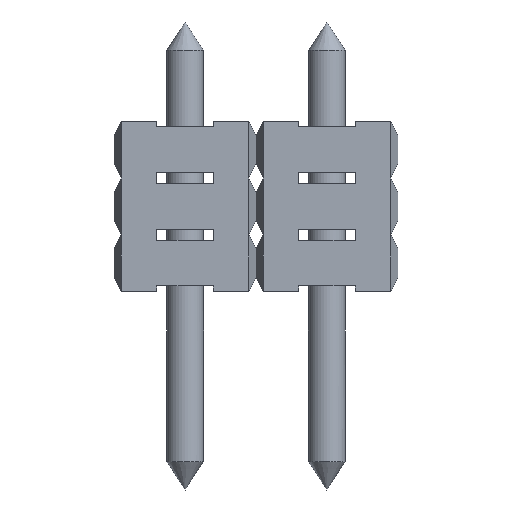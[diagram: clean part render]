
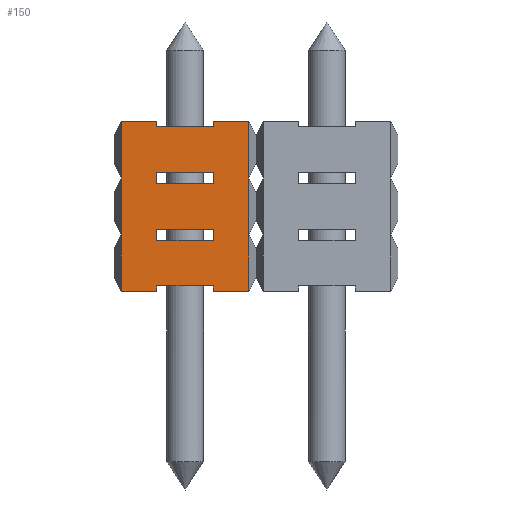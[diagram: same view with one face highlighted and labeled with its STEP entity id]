
A CAD part, front view. The second image highlights one B-rep face of the part: STEP entity #150.
In plain terms, the highlighted planar face has unit normal (0, -1, 0).
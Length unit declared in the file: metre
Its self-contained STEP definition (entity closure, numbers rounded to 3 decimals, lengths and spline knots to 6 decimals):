
#150=ADVANCED_FACE('',(#391,#392,#393),#394,.T.);
#391=FACE_BOUND('',#748,.T.);
#392=FACE_OUTER_BOUND('',#749,.T.);
#393=FACE_BOUND('',#750,.T.);
#394=PLANE('',#751);
#748=EDGE_LOOP('',(#1143,#1144,#1145,#1146));
#749=EDGE_LOOP('',(#1147,#1148,#1149,#1150,#1151,#1152,#1153,#1154,#1155,#1156,#1157,#1158,#1159,#1160,#1161,#1162));
#750=EDGE_LOOP('',(#1163,#1164,#1165,#1166));
#751=AXIS2_PLACEMENT_3D('',#1167,#1168,#1169);
#1143=ORIENTED_EDGE('',*,*,#2027,.T.);
#1144=ORIENTED_EDGE('',*,*,#2028,.T.);
#1145=ORIENTED_EDGE('',*,*,#2029,.T.);
#1146=ORIENTED_EDGE('',*,*,#2030,.T.);
#1147=ORIENTED_EDGE('',*,*,#2031,.F.);
#1148=ORIENTED_EDGE('',*,*,#2032,.F.);
#1149=ORIENTED_EDGE('',*,*,#2033,.F.);
#1150=ORIENTED_EDGE('',*,*,#2034,.T.);
#1151=ORIENTED_EDGE('',*,*,#2035,.T.);
#1152=ORIENTED_EDGE('',*,*,#2036,.T.);
#1153=ORIENTED_EDGE('',*,*,#2037,.T.);
#1154=ORIENTED_EDGE('',*,*,#2038,.T.);
#1155=ORIENTED_EDGE('',*,*,#2039,.F.);
#1156=ORIENTED_EDGE('',*,*,#2040,.F.);
#1157=ORIENTED_EDGE('',*,*,#2024,.F.);
#1158=ORIENTED_EDGE('',*,*,#2041,.T.);
#1159=ORIENTED_EDGE('',*,*,#2042,.T.);
#1160=ORIENTED_EDGE('',*,*,#2043,.T.);
#1161=ORIENTED_EDGE('',*,*,#2044,.T.);
#1162=ORIENTED_EDGE('',*,*,#2019,.T.);
#1163=ORIENTED_EDGE('',*,*,#2045,.T.);
#1164=ORIENTED_EDGE('',*,*,#2046,.T.);
#1165=ORIENTED_EDGE('',*,*,#2047,.T.);
#1166=ORIENTED_EDGE('',*,*,#2048,.T.);
#1167=CARTESIAN_POINT('',(0.11,-0.03466,-0.038506));
#1168=DIRECTION('',(0.0,-1.0,0.));
#1169=DIRECTION('',(0.0,0.,-1.0));
#2019=EDGE_CURVE('',#2399,#2397,#2400,.T.);
#2024=EDGE_CURVE('',#2405,#2407,#2408,.T.);
#2027=EDGE_CURVE('',#2411,#2412,#2413,.T.);
#2028=EDGE_CURVE('',#2412,#2414,#2415,.T.);
#2029=EDGE_CURVE('',#2414,#2416,#2417,.T.);
#2030=EDGE_CURVE('',#2416,#2411,#2418,.T.);
#2031=EDGE_CURVE('',#2419,#2397,#2420,.T.);
#2032=EDGE_CURVE('',#2421,#2419,#2422,.T.);
#2033=EDGE_CURVE('',#2423,#2421,#2424,.T.);
#2034=EDGE_CURVE('',#2423,#2425,#2426,.T.);
#2035=EDGE_CURVE('',#2425,#2427,#2428,.T.);
#2036=EDGE_CURVE('',#2427,#2429,#2430,.T.);
#2037=EDGE_CURVE('',#2429,#2431,#2432,.T.);
#2038=EDGE_CURVE('',#2431,#2433,#2434,.T.);
#2039=EDGE_CURVE('',#2435,#2433,#2436,.T.);
#2040=EDGE_CURVE('',#2407,#2435,#2437,.T.);
#2041=EDGE_CURVE('',#2405,#2438,#2439,.T.);
#2042=EDGE_CURVE('',#2438,#2440,#2441,.T.);
#2043=EDGE_CURVE('',#2440,#2442,#2443,.T.);
#2044=EDGE_CURVE('',#2442,#2399,#2444,.T.);
#2045=EDGE_CURVE('',#2445,#2446,#2447,.T.);
#2046=EDGE_CURVE('',#2446,#2448,#2449,.T.);
#2047=EDGE_CURVE('',#2448,#2450,#2451,.T.);
#2048=EDGE_CURVE('',#2450,#2445,#2452,.T.);
#2397=VERTEX_POINT('',#2919);
#2399=VERTEX_POINT('',#2922);
#2400=LINE('',#2923,#2924);
#2405=VERTEX_POINT('',#2931);
#2407=VERTEX_POINT('',#2934);
#2408=LINE('',#2935,#2936);
#2411=VERTEX_POINT('',#2940);
#2412=VERTEX_POINT('',#2941);
#2413=LINE('',#2942,#2943);
#2414=VERTEX_POINT('',#2944);
#2415=LINE('',#2945,#2946);
#2416=VERTEX_POINT('',#2947);
#2417=LINE('',#2948,#2949);
#2418=LINE('',#2950,#2951);
#2419=VERTEX_POINT('',#2952);
#2420=LINE('',#2953,#2954);
#2421=VERTEX_POINT('',#2955);
#2422=LINE('',#2956,#2957);
#2423=VERTEX_POINT('',#2958);
#2424=LINE('',#2959,#2960);
#2425=VERTEX_POINT('',#2961);
#2426=LINE('',#2962,#2963);
#2427=VERTEX_POINT('',#2964);
#2428=LINE('',#2965,#2966);
#2429=VERTEX_POINT('',#2967);
#2430=LINE('',#2968,#2969);
#2431=VERTEX_POINT('',#2970);
#2432=LINE('',#2971,#2972);
#2433=VERTEX_POINT('',#2973);
#2434=LINE('',#2974,#2975);
#2435=VERTEX_POINT('',#2976);
#2436=LINE('',#2977,#2978);
#2437=LINE('',#2979,#2980);
#2438=VERTEX_POINT('',#2981);
#2439=LINE('',#2982,#2983);
#2440=VERTEX_POINT('',#2984);
#2441=LINE('',#2985,#2986);
#2442=VERTEX_POINT('',#2987);
#2443=LINE('',#2988,#2989);
#2444=LINE('',#2990,#2991);
#2445=VERTEX_POINT('',#2992);
#2446=VERTEX_POINT('',#2993);
#2447=LINE('',#2994,#2995);
#2448=VERTEX_POINT('',#2996);
#2449=LINE('',#2997,#2998);
#2450=VERTEX_POINT('',#2999);
#2451=LINE('',#3000,#3001);
#2452=LINE('',#3002,#3003);
#2919=CARTESIAN_POINT('',(0.1034,-0.03466,0.));
#2922=CARTESIAN_POINT('',(0.10465,-0.03466,0.));
#2923=CARTESIAN_POINT('',(0.1034,-0.03466,0.));
#2924=VECTOR('',#3591,1.0);
#2931=CARTESIAN_POINT('',(0.1079,-0.03466,0.));
#2934=CARTESIAN_POINT('',(0.1079,-0.03466,-0.002));
#2935=CARTESIAN_POINT('',(0.1079,-0.03466,-0.038506));
#2936=VECTOR('',#3595,1.0);
#2940=CARTESIAN_POINT('',(0.10465,-0.03466,-0.0038));
#2941=CARTESIAN_POINT('',(0.10665,-0.03466,-0.0038));
#2942=CARTESIAN_POINT('',(0.10665,-0.03466,-0.0038));
#2943=VECTOR('',#3597,1.0);
#2944=CARTESIAN_POINT('',(0.10665,-0.03466,-0.0042));
#2945=CARTESIAN_POINT('',(0.10665,-0.03466,-0.004));
#2946=VECTOR('',#3598,1.0);
#2947=CARTESIAN_POINT('',(0.10465,-0.03466,-0.0042));
#2948=CARTESIAN_POINT('',(0.10465,-0.03466,-0.0042));
#2949=VECTOR('',#3599,1.0);
#2950=CARTESIAN_POINT('',(0.10465,-0.03466,-0.0038));
#2951=VECTOR('',#3600,1.0);
#2952=CARTESIAN_POINT('',(0.1034,-0.03466,-0.002));
#2953=CARTESIAN_POINT('',(0.1034,-0.03466,-0.038506));
#2954=VECTOR('',#3601,1.0);
#2955=CARTESIAN_POINT('',(0.1034,-0.03466,-0.004));
#2956=CARTESIAN_POINT('',(0.1034,-0.03466,-0.040506));
#2957=VECTOR('',#3602,1.0);
#2958=CARTESIAN_POINT('',(0.1034,-0.03466,-0.006));
#2959=CARTESIAN_POINT('',(0.1034,-0.03466,-0.042506));
#2960=VECTOR('',#3603,1.0);
#2961=CARTESIAN_POINT('',(0.10465,-0.03466,-0.006));
#2962=CARTESIAN_POINT('',(0.10465,-0.03466,-0.006));
#2963=VECTOR('',#3604,1.0);
#2964=CARTESIAN_POINT('',(0.10465,-0.03466,-0.0058));
#2965=CARTESIAN_POINT('',(0.10465,-0.03466,-0.0058));
#2966=VECTOR('',#3605,1.0);
#2967=CARTESIAN_POINT('',(0.10665,-0.03466,-0.0058));
#2968=CARTESIAN_POINT('',(0.10665,-0.03466,-0.0058));
#2969=VECTOR('',#3606,1.0);
#2970=CARTESIAN_POINT('',(0.10665,-0.03466,-0.006));
#2971=CARTESIAN_POINT('',(0.10665,-0.03466,-0.006));
#2972=VECTOR('',#3607,1.0);
#2973=CARTESIAN_POINT('',(0.1079,-0.03466,-0.006));
#2974=CARTESIAN_POINT('',(0.1079,-0.03466,-0.006));
#2975=VECTOR('',#3608,1.0);
#2976=CARTESIAN_POINT('',(0.1079,-0.03466,-0.004));
#2977=CARTESIAN_POINT('',(0.1079,-0.03466,-0.042506));
#2978=VECTOR('',#3609,1.0);
#2979=CARTESIAN_POINT('',(0.1079,-0.03466,-0.040506));
#2980=VECTOR('',#3610,1.0);
#2981=CARTESIAN_POINT('',(0.10665,-0.03466,0.));
#2982=CARTESIAN_POINT('',(0.10665,-0.03466,0.));
#2983=VECTOR('',#3611,1.0);
#2984=CARTESIAN_POINT('',(0.10665,-0.03466,-0.0002));
#2985=CARTESIAN_POINT('',(0.10665,-0.03466,-0.0002));
#2986=VECTOR('',#3612,1.0);
#2987=CARTESIAN_POINT('',(0.10465,-0.03466,-0.0002));
#2988=CARTESIAN_POINT('',(0.10465,-0.03466,-0.0002));
#2989=VECTOR('',#3613,1.0);
#2990=CARTESIAN_POINT('',(0.10465,-0.03466,0.));
#2991=VECTOR('',#3614,1.0);
#2992=CARTESIAN_POINT('',(0.10665,-0.03466,-0.0018));
#2993=CARTESIAN_POINT('',(0.10665,-0.03466,-0.0022));
#2994=CARTESIAN_POINT('',(0.10665,-0.03466,-0.002));
#2995=VECTOR('',#3615,1.0);
#2996=CARTESIAN_POINT('',(0.10465,-0.03466,-0.0022));
#2997=CARTESIAN_POINT('',(0.10465,-0.03466,-0.0022));
#2998=VECTOR('',#3616,1.0);
#2999=CARTESIAN_POINT('',(0.10465,-0.03466,-0.0018));
#3000=CARTESIAN_POINT('',(0.10465,-0.03466,-0.0018));
#3001=VECTOR('',#3617,1.0);
#3002=CARTESIAN_POINT('',(0.10665,-0.03466,-0.0018));
#3003=VECTOR('',#3618,1.0);
#3591=DIRECTION('',(-1.0,-0.0,0.0));
#3595=DIRECTION('',(0.,0.,-1.0));
#3597=DIRECTION('',(1.0,0.0,0.0));
#3598=DIRECTION('',(0.0,0.,-1.0));
#3599=DIRECTION('',(-1.0,-0.0,0.0));
#3600=DIRECTION('',(0.0,0.,1.0));
#3601=DIRECTION('',(0.,0.,1.0));
#3602=DIRECTION('',(0.,0.,1.0));
#3603=DIRECTION('',(0.,0.,1.0));
#3604=DIRECTION('',(1.0,0.0,0.0));
#3605=DIRECTION('',(0.0,0.,1.0));
#3606=DIRECTION('',(1.0,0.0,0.0));
#3607=DIRECTION('',(0.0,0.,-1.0));
#3608=DIRECTION('',(1.0,0.0,0.0));
#3609=DIRECTION('',(0.,0.,-1.0));
#3610=DIRECTION('',(0.,0.,-1.0));
#3611=DIRECTION('',(-1.0,-0.0,0.0));
#3612=DIRECTION('',(0.0,0.,-1.0));
#3613=DIRECTION('',(-1.0,-0.0,0.0));
#3614=DIRECTION('',(0.0,0.,1.0));
#3615=DIRECTION('',(0.0,0.,-1.0));
#3616=DIRECTION('',(-1.0,-0.0,0.0));
#3617=DIRECTION('',(0.0,0.,1.0));
#3618=DIRECTION('',(1.0,0.0,0.0));
